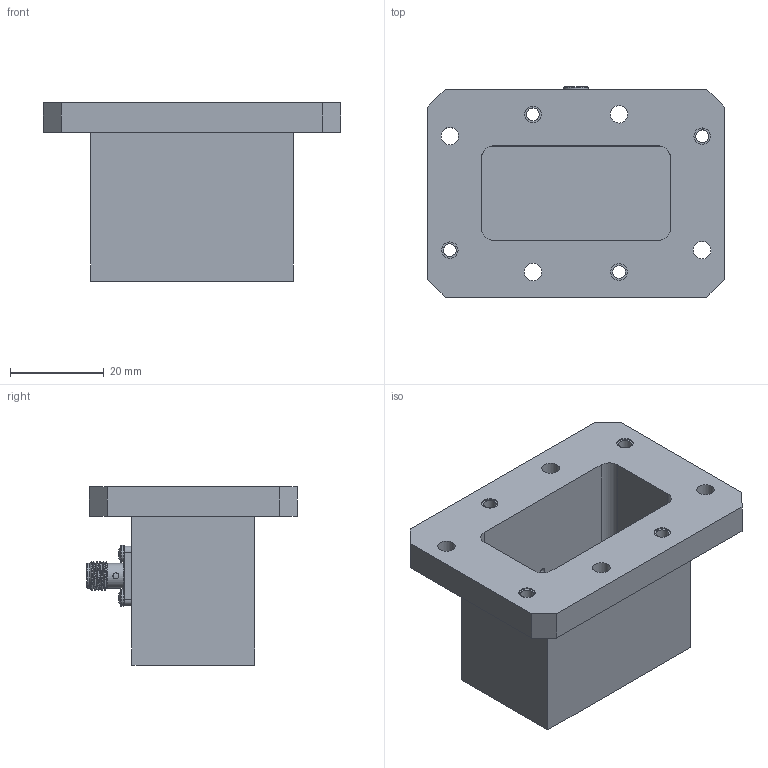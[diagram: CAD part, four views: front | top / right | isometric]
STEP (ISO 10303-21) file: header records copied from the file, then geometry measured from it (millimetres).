
FILE_DESCRIPTION (( 'STEP AP203' ), '1' );
FILE_NAME ('PE9831_3D.step', '2021-12-09T17:50:41', ( '' ), ( '' ), 'SwSTEP 2.0', 'SolidWorks 2021', '' );
FILE_SCHEMA (( 'CONFIG_CONTROL_DESIGN' ));
Length unit declared in the file: inch
Products named in the file (1): PE9831_3D
Bounding box: 63.5 x 44.94 x 38.15 mm (x, y, z)
Volume: 24828.4 mm3; surface area: 16313.4 mm2
Topology: 1 solids, 5 shells, 333 faces, 1135 edges, 880 vertices
Faces by surface type: plane 165, cylinder 111, cone 29, bspline 27, torus 1
Full cylindrical faces by diameter (mm): 1.016 x1, 1.27 x1, 1.524 x20, 2.705 x4, 3.505 x4, 3.616 x4, 3.734 x4, 4.597 x1, 5.359 x2
Entity records: 17554 total; most frequent: CARTESIAN_POINT 8965, ORIENTED_EDGE 2040, DIRECTION 1313, EDGE_CURVE 1020, VERTEX_POINT 824, VECTOR 463, LINE 463, EDGE_LOOP 436
